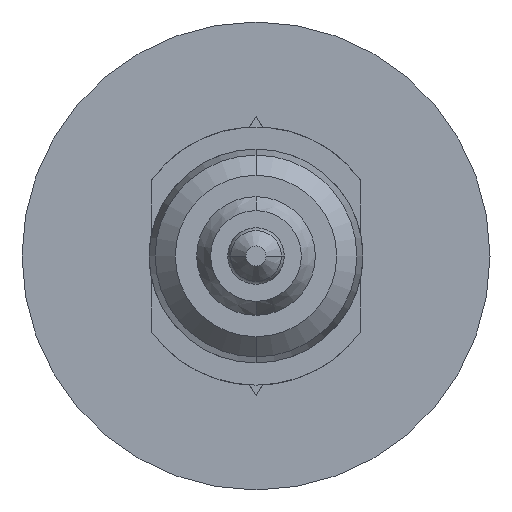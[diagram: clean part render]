
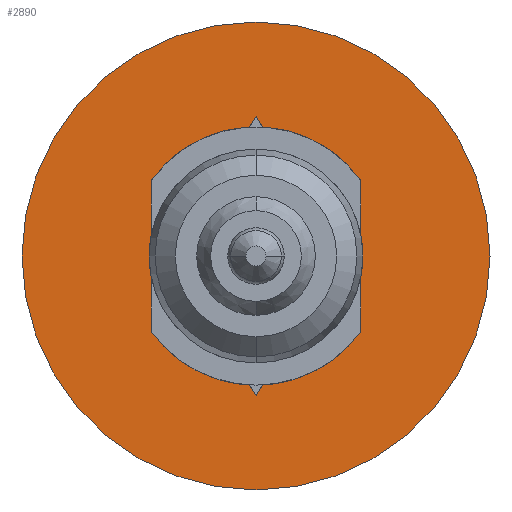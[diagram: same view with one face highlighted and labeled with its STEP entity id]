
A CAD part, front view. The second image highlights one B-rep face of the part: STEP entity #2890.
In plain terms, the highlighted planar face has unit normal (0, -1, 0).
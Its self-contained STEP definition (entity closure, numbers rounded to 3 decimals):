
#65 = VERTEX_POINT ( 'NONE', #2568 ) ;
#94 = CIRCLE ( 'NONE', #1514, 2.9 ) ;
#96 = EDGE_CURVE ( 'NONE', #1269, #1352, #94, .T. ) ;
#116 = CARTESIAN_POINT ( 'NONE',  ( 0., 33.4, 1.728 ) ) ;
#175 = EDGE_LOOP ( 'NONE', ( #3965, #680, #5277, #5191 ) ) ;
#218 = FACE_BOUND ( 'NONE', #175, .T. ) ;
#273 = ORIENTED_EDGE ( 'NONE', *, *, #96, .T. ) ;
#506 = AXIS2_PLACEMENT_3D ( 'NONE', #4833, #4054, #1489 ) ;
#605 = LINE ( 'NONE', #4751, #4932 ) ;
#680 = ORIENTED_EDGE ( 'NONE', *, *, #1608, .F. ) ;
#821 = EDGE_CURVE ( 'NONE', #4312, #3136, #605, .T. ) ;
#882 = CARTESIAN_POINT ( 'NONE',  ( 1.08, 33.4, 0. ) ) ;
#1134 = VERTEX_POINT ( 'NONE', #2185 ) ;
#1269 = VERTEX_POINT ( 'NONE', #3653 ) ;
#1352 = VERTEX_POINT ( 'NONE', #4122 ) ;
#1489 = DIRECTION ( 'NONE',  ( 0., 0., -1. ) ) ;
#1498 = VECTOR ( 'NONE', #2393, 1000. ) ;
#1514 = AXIS2_PLACEMENT_3D ( 'NONE', #2085, #2956, #3742 ) ;
#1608 = EDGE_CURVE ( 'NONE', #1134, #65, #4550, .T. ) ;
#1859 = DIRECTION ( 'NONE',  ( -0.53, 0., -0.848 ) ) ;
#2044 = CARTESIAN_POINT ( 'NONE',  ( 0., 33.4, 1.728 ) ) ;
#2085 = CARTESIAN_POINT ( 'NONE',  ( 0., 33.4, 0. ) ) ;
#2185 = CARTESIAN_POINT ( 'NONE',  ( -1.08, 33.4, 0. ) ) ;
#2303 = PLANE ( 'NONE',  #5339 ) ;
#2393 = DIRECTION ( 'NONE',  ( 0.53, 0., 0.848 ) ) ;
#2568 = CARTESIAN_POINT ( 'NONE',  ( 0., 33.4, -1.728 ) ) ;
#2711 = CARTESIAN_POINT ( 'NONE',  ( -1.08, 33.4, 0. ) ) ;
#2812 = CARTESIAN_POINT ( 'NONE',  ( 0., 33.4, -1.728 ) ) ;
#2890 = ADVANCED_FACE ( 'NONE', ( #218, #4491 ), #2303, .T. ) ;
#2956 = DIRECTION ( 'NONE',  ( 0., -1., 0. ) ) ;
#2976 = CIRCLE ( 'NONE', #506, 2.9 ) ;
#3136 = VERTEX_POINT ( 'NONE', #2044 ) ;
#3503 = DIRECTION ( 'NONE',  ( -0.53, 0., 0.848 ) ) ;
#3614 = VECTOR ( 'NONE', #3963, 1000. ) ;
#3653 = CARTESIAN_POINT ( 'NONE',  ( 2.9, 33.4, 0. ) ) ;
#3742 = DIRECTION ( 'NONE',  ( 0., 0., -1. ) ) ;
#3910 = DIRECTION ( 'NONE',  ( 0., 0., -1. ) ) ;
#3962 = CARTESIAN_POINT ( 'NONE',  ( 0., 33.4, 0. ) ) ;
#3963 = DIRECTION ( 'NONE',  ( 0.53, 0., -0.848 ) ) ;
#3965 = ORIENTED_EDGE ( 'NONE', *, *, #4701, .F. ) ;
#4054 = DIRECTION ( 'NONE',  ( 0., -1., 0. ) ) ;
#4117 = EDGE_CURVE ( 'NONE', #3136, #1134, #4666, .T. ) ;
#4122 = CARTESIAN_POINT ( 'NONE',  ( -2.9, 33.4, 0. ) ) ;
#4130 = LINE ( 'NONE', #2812, #1498 ) ;
#4180 = EDGE_CURVE ( 'NONE', #1352, #1269, #2976, .T. ) ;
#4298 = EDGE_LOOP ( 'NONE', ( #4557, #273 ) ) ;
#4312 = VERTEX_POINT ( 'NONE', #882 ) ;
#4491 = FACE_OUTER_BOUND ( 'NONE', #4298, .T. ) ;
#4550 = LINE ( 'NONE', #2711, #3614 ) ;
#4557 = ORIENTED_EDGE ( 'NONE', *, *, #4180, .T. ) ;
#4666 = LINE ( 'NONE', #116, #4796 ) ;
#4701 = EDGE_CURVE ( 'NONE', #65, #4312, #4130, .T. ) ;
#4751 = CARTESIAN_POINT ( 'NONE',  ( 1.08, 33.4, 0. ) ) ;
#4796 = VECTOR ( 'NONE', #1859, 1000. ) ;
#4798 = DIRECTION ( 'NONE',  ( 0., -1., 0. ) ) ;
#4833 = CARTESIAN_POINT ( 'NONE',  ( 0., 33.4, 0. ) ) ;
#4932 = VECTOR ( 'NONE', #3503, 1000. ) ;
#5191 = ORIENTED_EDGE ( 'NONE', *, *, #821, .F. ) ;
#5277 = ORIENTED_EDGE ( 'NONE', *, *, #4117, .F. ) ;
#5339 = AXIS2_PLACEMENT_3D ( 'NONE', #3962, #4798, #3910 ) ;
